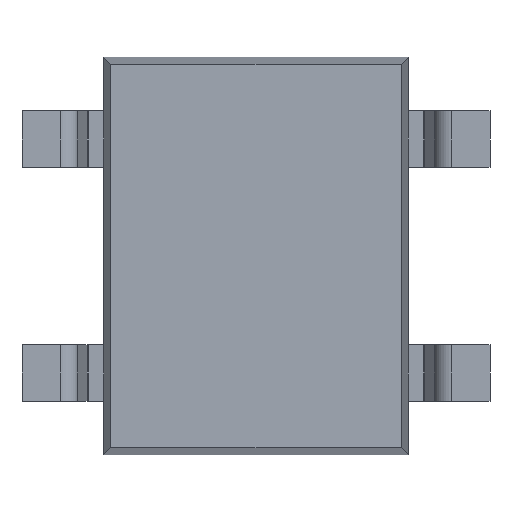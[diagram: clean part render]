
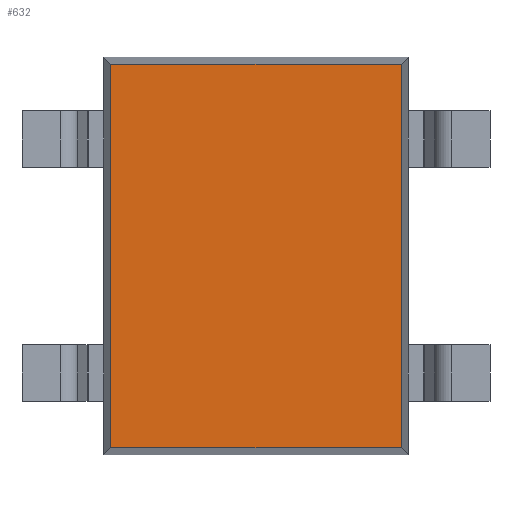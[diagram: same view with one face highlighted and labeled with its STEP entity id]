
A CAD part, front view. The second image highlights one B-rep face of the part: STEP entity #632.
In plain terms, the highlighted planar face has unit normal (0, -1, 0).
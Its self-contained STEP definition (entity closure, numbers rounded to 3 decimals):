
#632 = ADVANCED_FACE ( 'NONE', ( #1840 ), #1839, .F. ) ;
#633 = EDGE_LOOP ( 'NONE', ( #634, #638, #641, #699 ) ) ;
#634 = ORIENTED_EDGE ( 'NONE', *, *, #635, .T. ) ;
#635 = EDGE_CURVE ( 'NONE', #636, #637, #1837, .T. ) ;
#636 = VERTEX_POINT ( 'NONE', #1830 ) ;
#637 = VERTEX_POINT ( 'NONE', #1829 ) ;
#638 = ORIENTED_EDGE ( 'NONE', *, *, #639, .T. ) ;
#639 = EDGE_CURVE ( 'NONE', #637, #640, #1828, .T. ) ;
#640 = VERTEX_POINT ( 'NONE', #1885 ) ;
#641 = ORIENTED_EDGE ( 'NONE', *, *, #642, .T. ) ;
#642 = EDGE_CURVE ( 'NONE', #640, #643, #1884, .T. ) ;
#643 = VERTEX_POINT ( 'NONE', #1880 ) ;
#699 = ORIENTED_EDGE ( 'NONE', *, *, #700, .T. ) ;
#700 = EDGE_CURVE ( 'NONE', #643, #636, #1920, .T. ) ;
#1825 = DIRECTION ( 'NONE',  ( 0., 0., 1. ) ) ;
#1826 = VECTOR ( 'NONE', #1825, 1000. ) ;
#1827 = CARTESIAN_POINT ( 'NONE',  ( 6.35, 0.33, -8.5 ) ) ;
#1828 = LINE ( 'NONE', #1827, #1826 ) ;
#1829 = CARTESIAN_POINT ( 'NONE',  ( 6.35, 0.33, -8.35 ) ) ;
#1830 = CARTESIAN_POINT ( 'NONE',  ( 0.15, 0.33, -8.35 ) ) ;
#1831 = DIRECTION ( 'NONE',  ( 1., 0., 0. ) ) ;
#1832 = VECTOR ( 'NONE', #1831, 1000. ) ;
#1833 = CARTESIAN_POINT ( 'NONE',  ( 0., 0.33, -8.35 ) ) ;
#1834 = DIRECTION ( 'NONE',  ( 0., 0., 1. ) ) ;
#1835 = DIRECTION ( 'NONE',  ( 0., 1., 0. ) ) ;
#1836 = CARTESIAN_POINT ( 'NONE',  ( 0., 0.33, -8.5 ) ) ;
#1837 = LINE ( 'NONE', #1833, #1832 ) ;
#1838 = AXIS2_PLACEMENT_3D ( 'NONE', #1836, #1835, #1834 ) ;
#1839 = PLANE ( 'NONE',  #1838 ) ;
#1840 = FACE_OUTER_BOUND ( 'NONE', #633, .T. ) ;
#1880 = CARTESIAN_POINT ( 'NONE',  ( 0.15, 0.33, -0.15 ) ) ;
#1881 = DIRECTION ( 'NONE',  ( -1., 0., 0. ) ) ;
#1882 = VECTOR ( 'NONE', #1881, 1000. ) ;
#1883 = CARTESIAN_POINT ( 'NONE',  ( 0., 0.33, -0.15 ) ) ;
#1884 = LINE ( 'NONE', #1883, #1882 ) ;
#1885 = CARTESIAN_POINT ( 'NONE',  ( 6.35, 0.33, -0.15 ) ) ;
#1917 = DIRECTION ( 'NONE',  ( 0., 0., -1. ) ) ;
#1918 = VECTOR ( 'NONE', #1917, 1000. ) ;
#1919 = CARTESIAN_POINT ( 'NONE',  ( 0.15, 0.33, -8.5 ) ) ;
#1920 = LINE ( 'NONE', #1919, #1918 ) ;
